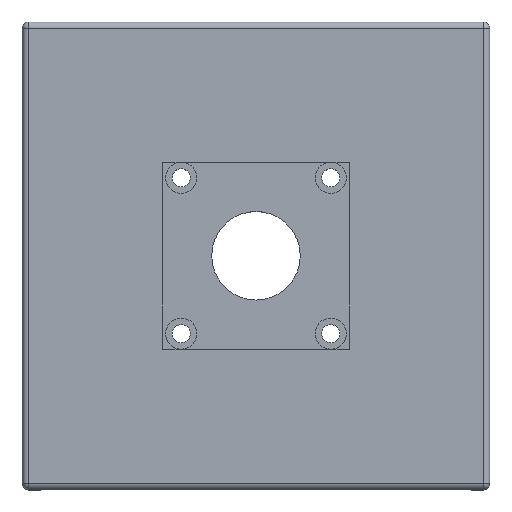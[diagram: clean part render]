
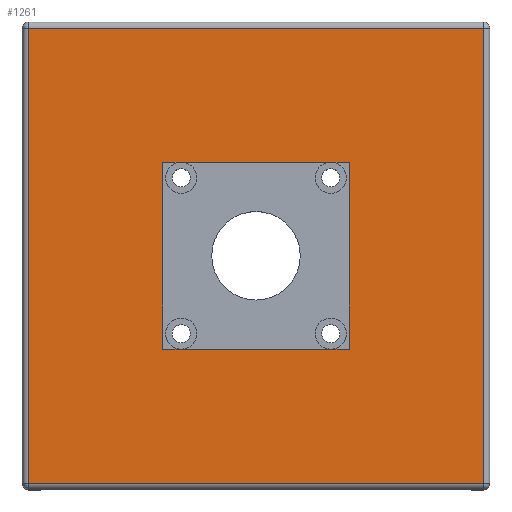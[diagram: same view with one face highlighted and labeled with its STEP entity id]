
A CAD part, top view. The second image highlights one B-rep face of the part: STEP entity #1261.
In plain terms, the highlighted planar face has unit normal (0, 0, 1).
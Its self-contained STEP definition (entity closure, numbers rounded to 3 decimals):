
#32=FACE_BOUND('',#178,.T.);
#52=PLANE('',#1389);
#105=FACE_OUTER_BOUND('',#177,.T.);
#177=EDGE_LOOP('',(#943,#944,#945,#946));
#178=EDGE_LOOP('',(#947,#948,#949,#950,#951,#952,#953,#954));
#335=LINE('',#1996,#452);
#336=LINE('',#1998,#453);
#339=LINE('',#2005,#456);
#344=LINE('',#2018,#461);
#358=LINE('',#2060,#475);
#359=LINE('',#2061,#476);
#360=LINE('',#2062,#477);
#361=LINE('',#2064,#478);
#362=LINE('',#2066,#479);
#363=LINE('',#2067,#480);
#364=LINE('',#2068,#481);
#365=LINE('',#2069,#482);
#452=VECTOR('',#1579,10.);
#453=VECTOR('',#1582,10.);
#456=VECTOR('',#1591,10.);
#461=VECTOR('',#1606,10.);
#475=VECTOR('',#1642,10.);
#476=VECTOR('',#1643,10.);
#477=VECTOR('',#1644,10.);
#478=VECTOR('',#1645,10.);
#479=VECTOR('',#1646,10.);
#480=VECTOR('',#1647,10.);
#481=VECTOR('',#1648,10.);
#482=VECTOR('',#1649,10.);
#548=VERTEX_POINT('',#1898);
#552=VERTEX_POINT('',#1907);
#556=VERTEX_POINT('',#1916);
#560=VERTEX_POINT('',#1925);
#580=VERTEX_POINT('',#1972);
#581=VERTEX_POINT('',#1976);
#585=VERTEX_POINT('',#1985);
#587=VERTEX_POINT('',#1991);
#607=VERTEX_POINT('',#2058);
#608=VERTEX_POINT('',#2059);
#609=VERTEX_POINT('',#2063);
#610=VERTEX_POINT('',#2065);
#703=EDGE_CURVE('',#581,#587,#335,.T.);
#704=EDGE_CURVE('',#587,#585,#336,.T.);
#708=EDGE_CURVE('',#585,#580,#339,.T.);
#715=EDGE_CURVE('',#580,#581,#344,.T.);
#735=EDGE_CURVE('',#607,#608,#358,.T.);
#736=EDGE_CURVE('',#560,#607,#359,.T.);
#737=EDGE_CURVE('',#548,#560,#360,.T.);
#738=EDGE_CURVE('',#609,#548,#361,.T.);
#739=EDGE_CURVE('',#610,#609,#362,.T.);
#740=EDGE_CURVE('',#556,#610,#363,.T.);
#741=EDGE_CURVE('',#552,#556,#364,.T.);
#742=EDGE_CURVE('',#608,#552,#365,.T.);
#943=ORIENTED_EDGE('',*,*,#703,.F.);
#944=ORIENTED_EDGE('',*,*,#715,.F.);
#945=ORIENTED_EDGE('',*,*,#708,.F.);
#946=ORIENTED_EDGE('',*,*,#704,.F.);
#947=ORIENTED_EDGE('',*,*,#735,.F.);
#948=ORIENTED_EDGE('',*,*,#736,.F.);
#949=ORIENTED_EDGE('',*,*,#737,.F.);
#950=ORIENTED_EDGE('',*,*,#738,.F.);
#951=ORIENTED_EDGE('',*,*,#739,.F.);
#952=ORIENTED_EDGE('',*,*,#740,.F.);
#953=ORIENTED_EDGE('',*,*,#741,.F.);
#954=ORIENTED_EDGE('',*,*,#742,.F.);
#1261=ADVANCED_FACE('',(#105,#32),#52,.T.);
#1389=AXIS2_PLACEMENT_3D('',#2057,#1640,#1641);
#1579=DIRECTION('',(0.,1.,0.));
#1582=DIRECTION('',(1.,0.,0.));
#1591=DIRECTION('',(0.,-1.,0.));
#1606=DIRECTION('',(-1.,0.,0.));
#1640=DIRECTION('center_axis',(0.,0.,1.));
#1641=DIRECTION('ref_axis',(1.,0.,0.));
#1642=DIRECTION('',(0.,1.,0.));
#1643=DIRECTION('',(1.,0.,0.));
#1644=DIRECTION('',(1.,0.,0.));
#1645=DIRECTION('',(1.,0.,0.));
#1646=DIRECTION('',(0.,-1.,0.));
#1647=DIRECTION('',(-1.,0.,0.));
#1648=DIRECTION('',(-1.,0.,0.));
#1649=DIRECTION('',(-1.,0.,0.));
#1898=CARTESIAN_POINT('',(-12.,-15.,6.));
#1907=CARTESIAN_POINT('',(12.,15.,6.));
#1916=CARTESIAN_POINT('',(-12.,15.,6.));
#1925=CARTESIAN_POINT('',(12.,-15.,6.));
#1972=CARTESIAN_POINT('',(36.5,-36.5,6.));
#1976=CARTESIAN_POINT('',(-36.5,-36.5,6.));
#1985=CARTESIAN_POINT('',(36.5,36.5,6.));
#1991=CARTESIAN_POINT('',(-36.5,36.5,6.));
#1996=CARTESIAN_POINT('',(-36.5,18.75,6.));
#1998=CARTESIAN_POINT('',(18.75,36.5,6.));
#2005=CARTESIAN_POINT('',(36.5,-18.75,6.));
#2018=CARTESIAN_POINT('',(-18.75,-36.5,6.));
#2057=CARTESIAN_POINT('Origin',(0.,0.,6.));
#2058=CARTESIAN_POINT('',(15.,-15.,6.));
#2059=CARTESIAN_POINT('',(15.,15.,6.));
#2060=CARTESIAN_POINT('',(15.,7.5,6.));
#2061=CARTESIAN_POINT('',(7.5,-15.,6.));
#2062=CARTESIAN_POINT('',(7.5,-15.,6.));
#2063=CARTESIAN_POINT('',(-15.,-15.,6.));
#2064=CARTESIAN_POINT('',(7.5,-15.,6.));
#2065=CARTESIAN_POINT('',(-15.,15.,6.));
#2066=CARTESIAN_POINT('',(-15.,-7.5,6.));
#2067=CARTESIAN_POINT('',(-7.5,15.,6.));
#2068=CARTESIAN_POINT('',(-7.5,15.,6.));
#2069=CARTESIAN_POINT('',(-7.5,15.,6.));
